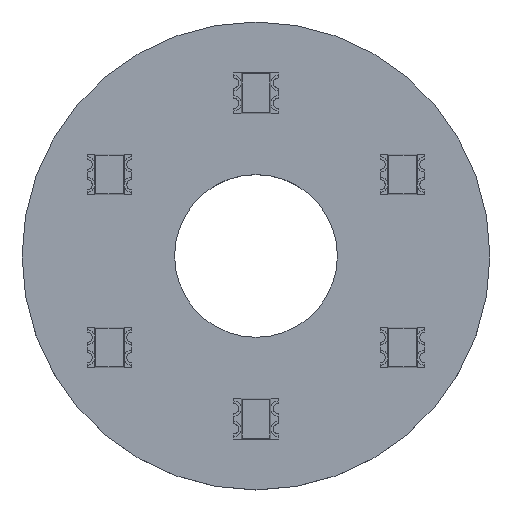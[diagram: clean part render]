
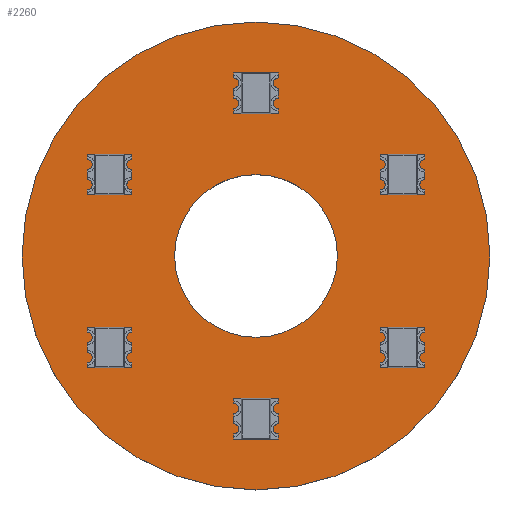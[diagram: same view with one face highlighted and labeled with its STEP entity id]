
A CAD part, top view. The second image highlights one B-rep face of the part: STEP entity #2260.
In plain terms, the highlighted planar face has unit normal (0, 0, 1).
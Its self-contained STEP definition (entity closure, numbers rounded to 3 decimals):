
#2189 = VERTEX_POINT('',#2190);
#2190 = CARTESIAN_POINT('',(140.5,-89.5,1.6));
#2196 = EDGE_CURVE('',#2189,#2189,#2197,.T.);
#2197 = CIRCLE('',#2198,11.5);
#2198 = AXIS2_PLACEMENT_3D('',#2199,#2200,#2201);
#2199 = CARTESIAN_POINT('',(129.,-89.5,1.6));
#2200 = DIRECTION('',(0.,0.,1.));
#2201 = DIRECTION('',(1.,0.,-0.));
#2222 = VERTEX_POINT('',#2223);
#2223 = CARTESIAN_POINT('',(133.,-89.5,1.6));
#2229 = EDGE_CURVE('',#2222,#2222,#2230,.T.);
#2230 = CIRCLE('',#2231,4.);
#2231 = AXIS2_PLACEMENT_3D('',#2232,#2233,#2234);
#2232 = CARTESIAN_POINT('',(129.,-89.5,1.6));
#2233 = DIRECTION('',(0.,0.,1.));
#2234 = DIRECTION('',(1.,0.,-0.));
#2260 = ADVANCED_FACE('',(#2261,#2264),#2267,.T.);
#2261 = FACE_BOUND('',#2262,.T.);
#2262 = EDGE_LOOP('',(#2263));
#2263 = ORIENTED_EDGE('',*,*,#2196,.T.);
#2264 = FACE_BOUND('',#2265,.F.);
#2265 = EDGE_LOOP('',(#2266));
#2266 = ORIENTED_EDGE('',*,*,#2229,.T.);
#2267 = PLANE('',#2268);
#2268 = AXIS2_PLACEMENT_3D('',#2269,#2270,#2271);
#2269 = CARTESIAN_POINT('',(0.,0.,1.6));
#2270 = DIRECTION('',(0.,0.,1.));
#2271 = DIRECTION('',(1.,0.,-0.));
